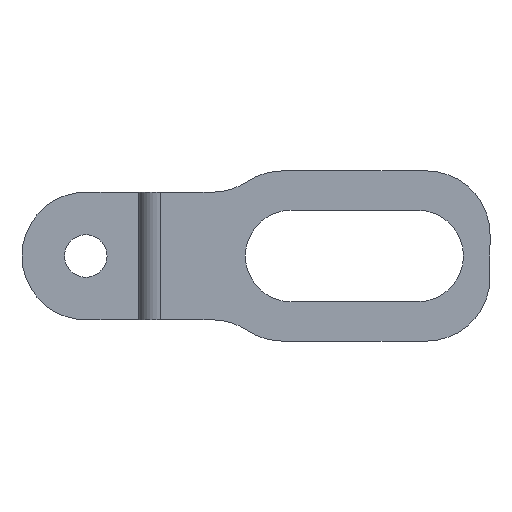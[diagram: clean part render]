
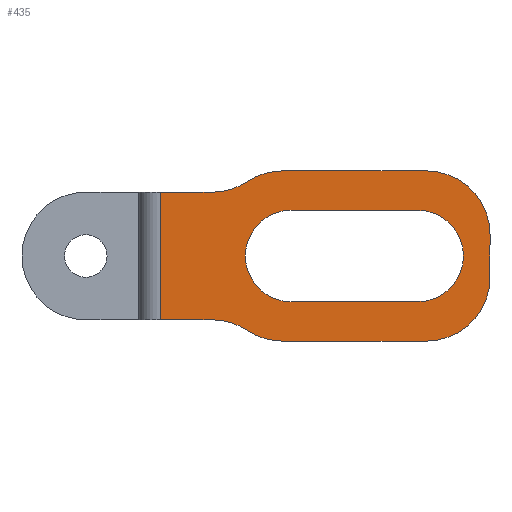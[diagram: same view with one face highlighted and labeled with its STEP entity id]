
A CAD part, front view. The second image highlights one B-rep face of the part: STEP entity #435.
In plain terms, the highlighted planar face has unit normal (0, -1, 0).
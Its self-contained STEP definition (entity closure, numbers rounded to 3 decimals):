
#11 = CARTESIAN_POINT ( 'NONE',  ( 7.05, -4.1, 6. ) ) ;
#15 = ORIENTED_EDGE ( 'NONE', *, *, #900, .F. ) ;
#17 = EDGE_CURVE ( 'NONE', #122, #45, #483, .T. ) ;
#19 = VERTEX_POINT ( 'NONE', #847 ) ;
#24 = EDGE_CURVE ( 'NONE', #563, #807, #888, .T. ) ;
#33 = DIRECTION ( 'NONE',  ( 0., 0., -1. ) ) ;
#36 = CARTESIAN_POINT ( 'NONE',  ( 31.2, -4.1, -4.3 ) ) ;
#37 = VERTEX_POINT ( 'NONE', #11 ) ;
#43 = VECTOR ( 'NONE', #603, 1000. ) ;
#45 = VERTEX_POINT ( 'NONE', #767 ) ;
#53 = DIRECTION ( 'NONE',  ( 0., 0., 1. ) ) ;
#55 = DIRECTION ( 'NONE',  ( 0., 1., 0. ) ) ;
#56 = VECTOR ( 'NONE', #160, 1000. ) ;
#60 = CARTESIAN_POINT ( 'NONE',  ( 19.3, -4.1, 4.3 ) ) ;
#69 = ORIENTED_EDGE ( 'NONE', *, *, #173, .T. ) ;
#70 = EDGE_CURVE ( 'NONE', #316, #122, #158, .T. ) ;
#75 = ORIENTED_EDGE ( 'NONE', *, *, #279, .F. ) ;
#83 = CARTESIAN_POINT ( 'NONE',  ( 19.3, -4.1, 4.3 ) ) ;
#85 = VERTEX_POINT ( 'NONE', #863 ) ;
#94 = EDGE_CURVE ( 'NONE', #625, #691, #525, .T. ) ;
#97 = ORIENTED_EDGE ( 'NONE', *, *, #70, .F. ) ;
#98 = VECTOR ( 'NONE', #238, 1000. ) ;
#101 = CARTESIAN_POINT ( 'NONE',  ( 11.867, -4.1, 6. ) ) ;
#109 = VERTEX_POINT ( 'NONE', #101 ) ;
#122 = VERTEX_POINT ( 'NONE', #788 ) ;
#131 = DIRECTION ( 'NONE',  ( 0., 0., 1. ) ) ;
#134 = ORIENTED_EDGE ( 'NONE', *, *, #353, .F. ) ;
#136 = CARTESIAN_POINT ( 'NONE',  ( 11.867, -4.1, -6. ) ) ;
#154 = CARTESIAN_POINT ( 'NONE',  ( 32., -4.1, -8. ) ) ;
#156 = AXIS2_PLACEMENT_3D ( 'NONE', #883, #355, #509 ) ;
#157 = VERTEX_POINT ( 'NONE', #874 ) ;
#158 = LINE ( 'NONE', #456, #43 ) ;
#160 = DIRECTION ( 'NONE',  ( 1., 0., 0. ) ) ;
#173 = EDGE_CURVE ( 'NONE', #691, #303, #207, .T. ) ;
#176 = CARTESIAN_POINT ( 'NONE',  ( 19.3, -4.1, 0. ) ) ;
#179 = EDGE_LOOP ( 'NONE', ( #445, #404, #311, #69 ) ) ;
#194 = CARTESIAN_POINT ( 'NONE',  ( 18.5, -4.1, 2. ) ) ;
#207 = CIRCLE ( 'NONE', #156, 4.3 ) ;
#208 = CIRCLE ( 'NONE', #276, 6. ) ;
#214 = EDGE_CURVE ( 'NONE', #157, #625, #938, .T. ) ;
#230 = CARTESIAN_POINT ( 'NONE',  ( 15.183, -4.1, 7. ) ) ;
#237 = AXIS2_PLACEMENT_3D ( 'NONE', #194, #726, #349 ) ;
#238 = DIRECTION ( 'NONE',  ( -1., 0., 0. ) ) ;
#251 = DIRECTION ( 'NONE',  ( 0., 1., 0. ) ) ;
#268 = CIRCLE ( 'NONE', #369, 6. ) ;
#276 = AXIS2_PLACEMENT_3D ( 'NONE', #846, #310, #392 ) ;
#277 = LINE ( 'NONE', #551, #306 ) ;
#279 = EDGE_CURVE ( 'NONE', #45, #626, #821, .T. ) ;
#283 = ORIENTED_EDGE ( 'NONE', *, *, #17, .F. ) ;
#285 = ORIENTED_EDGE ( 'NONE', *, *, #398, .F. ) ;
#303 = VERTEX_POINT ( 'NONE', #36 ) ;
#306 = VECTOR ( 'NONE', #317, 1000. ) ;
#310 = DIRECTION ( 'NONE',  ( 0., 1., 0. ) ) ;
#311 = ORIENTED_EDGE ( 'NONE', *, *, #94, .T. ) ;
#315 = VECTOR ( 'NONE', #485, 1000. ) ;
#316 = VERTEX_POINT ( 'NONE', #416 ) ;
#317 = DIRECTION ( 'NONE',  ( 0., 0., -1. ) ) ;
#336 = EDGE_CURVE ( 'NONE', #303, #157, #977, .T. ) ;
#344 = DIRECTION ( 'NONE',  ( 0., -1., 0. ) ) ;
#345 = FACE_OUTER_BOUND ( 'NONE', #988, .T. ) ;
#347 = CARTESIAN_POINT ( 'NONE',  ( 19.3, -4.1, -4.3 ) ) ;
#349 = DIRECTION ( 'NONE',  ( 0., 0., 1. ) ) ;
#353 = EDGE_CURVE ( 'NONE', #593, #316, #601, .T. ) ;
#355 = DIRECTION ( 'NONE',  ( 0., 1., 0. ) ) ;
#360 = CARTESIAN_POINT ( 'NONE',  ( 18.5, -4.1, -2. ) ) ;
#369 = AXIS2_PLACEMENT_3D ( 'NONE', #417, #344, #801 ) ;
#392 = DIRECTION ( 'NONE',  ( 0., 0., -1. ) ) ;
#398 = EDGE_CURVE ( 'NONE', #19, #449, #622, .T. ) ;
#400 = DIRECTION ( 'NONE',  ( 0., 1., 0. ) ) ;
#404 = ORIENTED_EDGE ( 'NONE', *, *, #214, .T. ) ;
#409 = CARTESIAN_POINT ( 'NONE',  ( 38., -4.1, -2. ) ) ;
#416 = CARTESIAN_POINT ( 'NONE',  ( 18.5, -4.1, 8. ) ) ;
#417 = CARTESIAN_POINT ( 'NONE',  ( 11.867, -4.1, 12. ) ) ;
#427 = CARTESIAN_POINT ( 'NONE',  ( 11.867, -4.1, -12. ) ) ;
#428 = DIRECTION ( 'NONE',  ( 0., 0., -1. ) ) ;
#435 = ADVANCED_FACE ( 'NONE', ( #722, #345 ), #818, .F. ) ;
#436 = VECTOR ( 'NONE', #33, 1000. ) ;
#445 = ORIENTED_EDGE ( 'NONE', *, *, #336, .T. ) ;
#449 = VERTEX_POINT ( 'NONE', #136 ) ;
#450 = DIRECTION ( 'NONE',  ( 0., 0., 1. ) ) ;
#456 = CARTESIAN_POINT ( 'NONE',  ( 18.5, -4.1, 8. ) ) ;
#478 = CARTESIAN_POINT ( 'NONE',  ( 18.5, -4.1, -8. ) ) ;
#483 = CIRCLE ( 'NONE', #627, 6. ) ;
#485 = DIRECTION ( 'NONE',  ( 1., 0., 0. ) ) ;
#499 = EDGE_CURVE ( 'NONE', #449, #85, #752, .T. ) ;
#500 = VECTOR ( 'NONE', #756, 1000. ) ;
#507 = ORIENTED_EDGE ( 'NONE', *, *, #800, .F. ) ;
#508 = ORIENTED_EDGE ( 'NONE', *, *, #590, .F. ) ;
#509 = DIRECTION ( 'NONE',  ( 0., 0., 1. ) ) ;
#510 = CARTESIAN_POINT ( 'NONE',  ( 18.5, -4.1, -8. ) ) ;
#513 = DIRECTION ( 'NONE',  ( 0., -1., 0. ) ) ;
#525 = LINE ( 'NONE', #60, #315 ) ;
#532 = CARTESIAN_POINT ( 'NONE',  ( 32., -4.1, 2. ) ) ;
#551 = CARTESIAN_POINT ( 'NONE',  ( 7.05, -4.1, -12. ) ) ;
#563 = VERTEX_POINT ( 'NONE', #154 ) ;
#590 = EDGE_CURVE ( 'NONE', #626, #563, #208, .T. ) ;
#593 = VERTEX_POINT ( 'NONE', #230 ) ;
#601 = CIRCLE ( 'NONE', #237, 6. ) ;
#603 = DIRECTION ( 'NONE',  ( 1., 0., 0. ) ) ;
#610 = CARTESIAN_POINT ( 'NONE',  ( -1.199, -4.1, 6. ) ) ;
#622 = CIRCLE ( 'NONE', #640, 6. ) ;
#625 = VERTEX_POINT ( 'NONE', #83 ) ;
#626 = VERTEX_POINT ( 'NONE', #685 ) ;
#627 = AXIS2_PLACEMENT_3D ( 'NONE', #532, #400, #450 ) ;
#638 = EDGE_CURVE ( 'NONE', #37, #109, #990, .T. ) ;
#640 = AXIS2_PLACEMENT_3D ( 'NONE', #427, #513, #53 ) ;
#657 = VECTOR ( 'NONE', #957, 1000. ) ;
#669 = EDGE_CURVE ( 'NONE', #37, #85, #277, .T. ) ;
#671 = CARTESIAN_POINT ( 'NONE',  ( 3.801, -4.1, -6. ) ) ;
#685 = CARTESIAN_POINT ( 'NONE',  ( 38., -4.1, -2. ) ) ;
#691 = VERTEX_POINT ( 'NONE', #931 ) ;
#722 = FACE_BOUND ( 'NONE', #179, .T. ) ;
#726 = DIRECTION ( 'NONE',  ( 0., 1., 0. ) ) ;
#728 = ORIENTED_EDGE ( 'NONE', *, *, #638, .F. ) ;
#737 = CARTESIAN_POINT ( 'NONE',  ( 10.668, -4.1, -12. ) ) ;
#752 = LINE ( 'NONE', #671, #500 ) ;
#756 = DIRECTION ( 'NONE',  ( -1., 0., 0. ) ) ;
#767 = CARTESIAN_POINT ( 'NONE',  ( 38., -4.1, 2. ) ) ;
#788 = CARTESIAN_POINT ( 'NONE',  ( 32., -4.1, 8. ) ) ;
#789 = DIRECTION ( 'NONE',  ( 0., 0., 1. ) ) ;
#800 = EDGE_CURVE ( 'NONE', #807, #19, #867, .T. ) ;
#801 = DIRECTION ( 'NONE',  ( 0., 0., -1. ) ) ;
#807 = VERTEX_POINT ( 'NONE', #510 ) ;
#818 = PLANE ( 'NONE',  #853 ) ;
#821 = LINE ( 'NONE', #409, #436 ) ;
#845 = AXIS2_PLACEMENT_3D ( 'NONE', #360, #886, #428 ) ;
#846 = CARTESIAN_POINT ( 'NONE',  ( 32., -4.1, -2. ) ) ;
#847 = CARTESIAN_POINT ( 'NONE',  ( 15.183, -4.1, -7. ) ) ;
#853 = AXIS2_PLACEMENT_3D ( 'NONE', #737, #55, #131 ) ;
#863 = CARTESIAN_POINT ( 'NONE',  ( 7.05, -4.1, -6. ) ) ;
#867 = CIRCLE ( 'NONE', #845, 6. ) ;
#874 = CARTESIAN_POINT ( 'NONE',  ( 19.3, -4.1, -4.3 ) ) ;
#876 = AXIS2_PLACEMENT_3D ( 'NONE', #176, #251, #789 ) ;
#883 = CARTESIAN_POINT ( 'NONE',  ( 31.2, -4.1, 0. ) ) ;
#886 = DIRECTION ( 'NONE',  ( 0., 1., 0. ) ) ;
#888 = LINE ( 'NONE', #478, #98 ) ;
#900 = EDGE_CURVE ( 'NONE', #109, #593, #268, .T. ) ;
#901 = ORIENTED_EDGE ( 'NONE', *, *, #499, .F. ) ;
#912 = ORIENTED_EDGE ( 'NONE', *, *, #669, .T. ) ;
#931 = CARTESIAN_POINT ( 'NONE',  ( 31.2, -4.1, 4.3 ) ) ;
#938 = CIRCLE ( 'NONE', #876, 4.3 ) ;
#957 = DIRECTION ( 'NONE',  ( -1., 0., 0. ) ) ;
#972 = ORIENTED_EDGE ( 'NONE', *, *, #24, .F. ) ;
#977 = LINE ( 'NONE', #347, #657 ) ;
#988 = EDGE_LOOP ( 'NONE', ( #728, #912, #901, #285, #507, #972, #508, #75, #283, #97, #134, #15 ) ) ;
#990 = LINE ( 'NONE', #610, #56 ) ;
